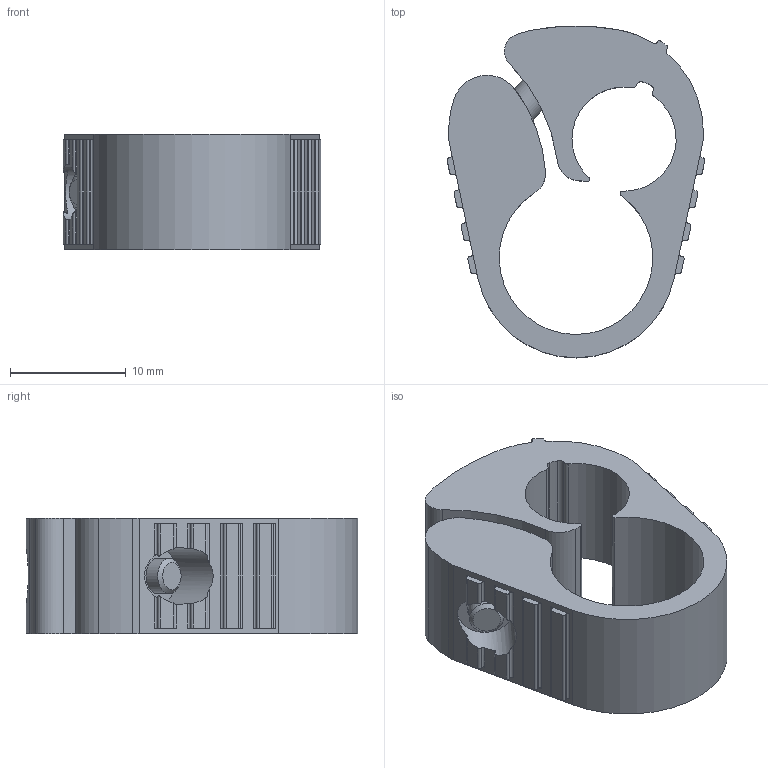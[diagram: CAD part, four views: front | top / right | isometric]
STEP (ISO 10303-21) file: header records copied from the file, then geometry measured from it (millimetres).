
FILE_DESCRIPTION(/* description */ (''),/* implementation_level */ '2;1');
FILE_NAME(/* name */ 'AM000013.stp',/* time_stamp */ '2016-09-28T09:52:58+02:00',/* author */ ('mitarbeiter'),/* organization */ (''),/* preprocessor_version */ 'ST-DEVELOPER v15.2',/* originating_system */ 'Autodesk Inventor 2014',/* authorisation */ '');
FILE_SCHEMA (('AUTOMOTIVE_DESIGN { 1 0 10303 214 3 1 1 }'));
Length unit declared in the file: millimetre
Products named in the file (1): AM000013
Bounding box: 22.25 x 28.65 x 10 mm (x, y, z)
Volume: 2662.7 mm3; surface area: 2598.3 mm2
Topology: 1 solids, 1 shells, 143 faces, 397 edges, 265 vertices
Faces by surface type: cylinder 74, plane 65, cone 3, torus 1
Full cylindrical faces by diameter (mm): 3 x1, 3.1 x2, 4.9 x1, 6.2 x1
Entity records: 4814 total; most frequent: CARTESIAN_POINT 1095, DIRECTION 792, ORIENTED_EDGE 764, EDGE_CURVE 382, AXIS2_PLACEMENT_3D 293, VERTEX_POINT 260, LINE 206, VECTOR 206
